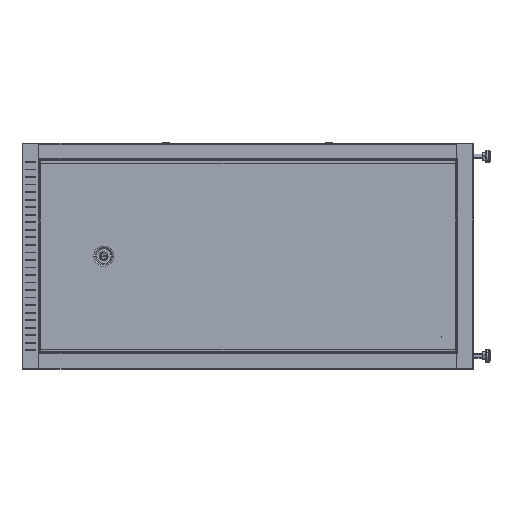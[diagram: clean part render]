
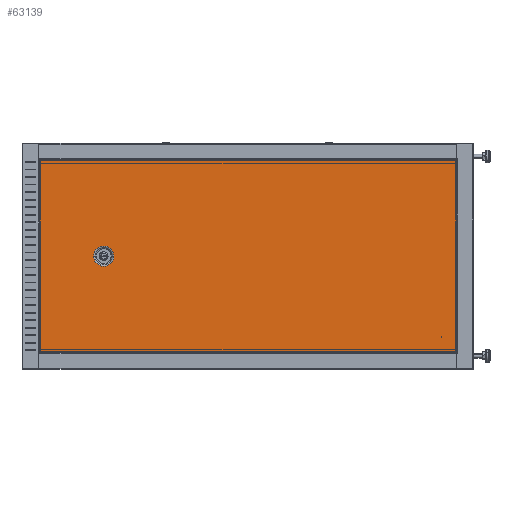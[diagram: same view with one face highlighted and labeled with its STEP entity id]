
A CAD part, left-side view. The second image highlights one B-rep face of the part: STEP entity #63139.
In plain terms, the highlighted planar face has unit normal (-1, 0, 0).
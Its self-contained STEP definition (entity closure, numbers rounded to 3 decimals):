
#3690 = ORIENTED_EDGE ( 'NONE', *, *, #38232, .T. ) ;
#8342 = ORIENTED_EDGE ( 'NONE', *, *, #17845, .T. ) ;
#9343 = DIRECTION ( 'NONE',  ( 0., 0., 1. ) ) ;
#11763 = DIRECTION ( 'NONE',  ( 0., 1., 0. ) ) ;
#13362 = CARTESIAN_POINT ( 'NONE',  ( -300., -552.409, 253.2 ) ) ;
#14939 = CARTESIAN_POINT ( 'NONE',  ( -300., 550.85, -253.2 ) ) ;
#14968 = ORIENTED_EDGE ( 'NONE', *, *, #28082, .T. ) ;
#15796 = DIRECTION ( 'NONE',  ( 1., 0., 0. ) ) ;
#16377 = FACE_BOUND ( 'NONE', #23509, .T. ) ;
#17036 = DIRECTION ( 'NONE',  ( 1., 0., 0. ) ) ;
#17498 = VECTOR ( 'NONE', #27647, 1000. ) ;
#17845 = EDGE_CURVE ( 'NONE', #38463, #60481, #46634, .T. ) ;
#18658 = CIRCLE ( 'NONE', #54973, 26.916 ) ;
#21264 = AXIS2_PLACEMENT_3D ( 'NONE', #65503, #73181, #22479 ) ;
#22014 = EDGE_CURVE ( 'NONE', #71293, #32778, #18658, .T. ) ;
#22479 = DIRECTION ( 'NONE',  ( 0., 0., 1. ) ) ;
#22865 = FACE_OUTER_BOUND ( 'NONE', #67295, .T. ) ;
#23509 = EDGE_LOOP ( 'NONE', ( #44430, #14968 ) ) ;
#24648 = CARTESIAN_POINT ( 'NONE',  ( -300., -551.55, -253.2 ) ) ;
#25277 = EDGE_CURVE ( 'NONE', #75911, #66671, #71479, .T. ) ;
#27647 = DIRECTION ( 'NONE',  ( 0., 0., -1. ) ) ;
#28082 = EDGE_CURVE ( 'NONE', #32778, #71293, #66026, .T. ) ;
#28610 = VECTOR ( 'NONE', #9343, 1000. ) ;
#32355 = CARTESIAN_POINT ( 'NONE',  ( -300., 551.709, -253.2 ) ) ;
#32778 = VERTEX_POINT ( 'NONE', #43811 ) ;
#35306 = CARTESIAN_POINT ( 'NONE',  ( -300., -551.55, -254.059 ) ) ;
#38232 = EDGE_CURVE ( 'NONE', #60481, #75911, #50673, .T. ) ;
#38463 = VERTEX_POINT ( 'NONE', #24648 ) ;
#40764 = PLANE ( 'NONE',  #21264 ) ;
#43811 = CARTESIAN_POINT ( 'NONE',  ( -300., 355.734, 0. ) ) ;
#44430 = ORIENTED_EDGE ( 'NONE', *, *, #22014, .T. ) ;
#45896 = CARTESIAN_POINT ( 'NONE',  ( -300., 550.85, 254.059 ) ) ;
#46634 = LINE ( 'NONE', #35306, #28610 ) ;
#46912 = VECTOR ( 'NONE', #62785, 1000. ) ;
#48278 = CARTESIAN_POINT ( 'NONE',  ( -300., 382.65, 0. ) ) ;
#50673 = LINE ( 'NONE', #13362, #62502 ) ;
#54698 = DIRECTION ( 'NONE',  ( 0., 1., 0. ) ) ;
#54973 = AXIS2_PLACEMENT_3D ( 'NONE', #79097, #15796, #54698 ) ;
#55179 = CARTESIAN_POINT ( 'NONE',  ( -300., -551.55, 253.2 ) ) ;
#56613 = EDGE_CURVE ( 'NONE', #66671, #38463, #61986, .T. ) ;
#60481 = VERTEX_POINT ( 'NONE', #55179 ) ;
#61986 = LINE ( 'NONE', #32355, #46912 ) ;
#62502 = VECTOR ( 'NONE', #76663, 1000. ) ;
#62785 = DIRECTION ( 'NONE',  ( 0., -1., 0. ) ) ;
#63139 = ADVANCED_FACE ( 'NONE', ( #16377, #22865 ), #40764, .T. ) ;
#64553 = CARTESIAN_POINT ( 'NONE',  ( -300., 550.85, 253.2 ) ) ;
#65503 = CARTESIAN_POINT ( 'NONE',  ( -300., -0.35, 0. ) ) ;
#66026 = CIRCLE ( 'NONE', #77700, 26.916 ) ;
#66671 = VERTEX_POINT ( 'NONE', #14939 ) ;
#67295 = EDGE_LOOP ( 'NONE', ( #77021, #69361, #8342, #3690 ) ) ;
#68340 = CARTESIAN_POINT ( 'NONE',  ( -300., 409.566, 0. ) ) ;
#69361 = ORIENTED_EDGE ( 'NONE', *, *, #56613, .T. ) ;
#71293 = VERTEX_POINT ( 'NONE', #68340 ) ;
#71479 = LINE ( 'NONE', #45896, #17498 ) ;
#73181 = DIRECTION ( 'NONE',  ( -1., 0., 0. ) ) ;
#75911 = VERTEX_POINT ( 'NONE', #64553 ) ;
#76663 = DIRECTION ( 'NONE',  ( 0., 1., 0. ) ) ;
#77021 = ORIENTED_EDGE ( 'NONE', *, *, #25277, .T. ) ;
#77700 = AXIS2_PLACEMENT_3D ( 'NONE', #48278, #17036, #11763 ) ;
#79097 = CARTESIAN_POINT ( 'NONE',  ( -300., 382.65, 0. ) ) ;
